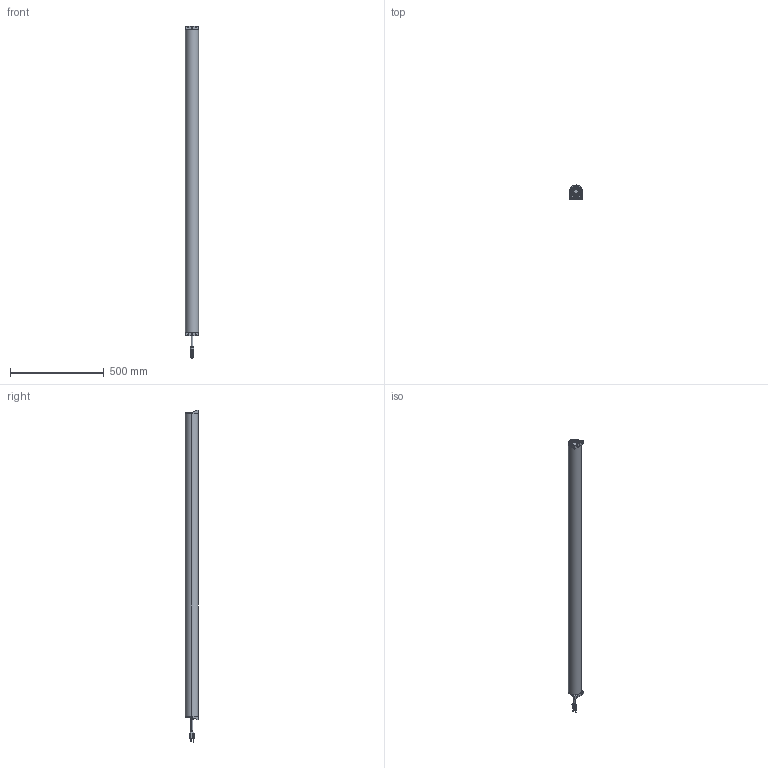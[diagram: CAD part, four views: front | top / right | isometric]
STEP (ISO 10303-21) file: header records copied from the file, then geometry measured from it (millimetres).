
FILE_DESCRIPTION((''),'2;1');
FILE_NAME('194193_ASM','2016-03-29T',('PDMAdmin'),(''),'PRO/ENGINEER BY PARAMETRIC TECHNOLOGY CORPORATION, 2013230','PRO/ENGINEER BY PARAMETRIC TECHNOLOGY CORPORATION, 2013230','');
FILE_SCHEMA(('CONFIG_CONTROL_DESIGN'));
Products named in the file (15): 71297_END_____; 71297_ENDCAP_____; 71297_RUBBER_RING_____; 71297_END______ASM; 71297_TUBE_____; 71297_LIGHT_____; 71297_END_WIRE_____; 71297_ENDCAP_WIRE_____; 71297_END_WIRE______ASM; 71297_STRAIN_RELIEF_1_____; 71297_STRAIN_RELIEF_2_____; 71297_ASM; HFF-CABLE; 3PR_PLUG_AC; 194193_ASM
Assembly tree (15 placements, depth 4):
  194193_ASM
    71297_ASM
      71297_END______ASM
        71297_END_____
        71297_ENDCAP_____
        71297_RUBBER_RING_____
      71297_TUBE_____
      71297_LIGHT_____
      71297_END_WIRE______ASM
        71297_END_WIRE_____
        71297_ENDCAP_WIRE_____
        71297_RUBBER_RING_____
      71297_STRAIN_RELIEF_1_____
      71297_STRAIN_RELIEF_2_____
    HFF-CABLE
    3PR_PLUG_AC
Bounding box: 70 x 72.25 x 1775 mm (x, y, z)
Volume: 1969339.9 mm3; surface area: 1163518.3 mm2
Topology: 12 solids, 12 shells, 2737 faces, 8494 edges, 5626 vertices
Faces by surface type: plane 2106, cylinder 522, bspline 76, torus 29, cone 4
Entity records: 100789 total; most frequent: CARTESIAN_POINT 21385, ORIENTED_EDGE 16972, DIRECTION 16226, EDGE_CURVE 8486, VECTOR 5832, LINE 5832, VERTEX_POINT 5622, AXIS2_PLACEMENT_3D 5197
